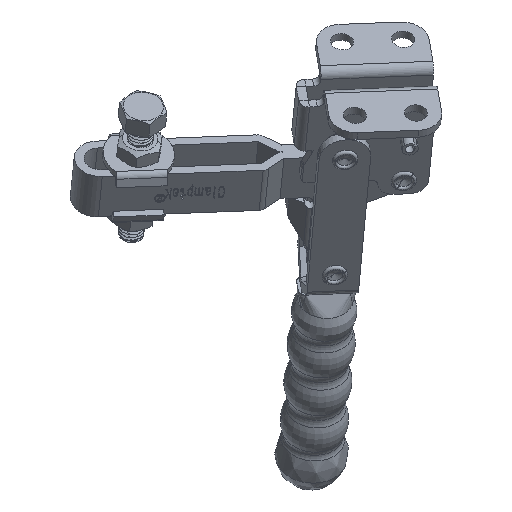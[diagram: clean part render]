
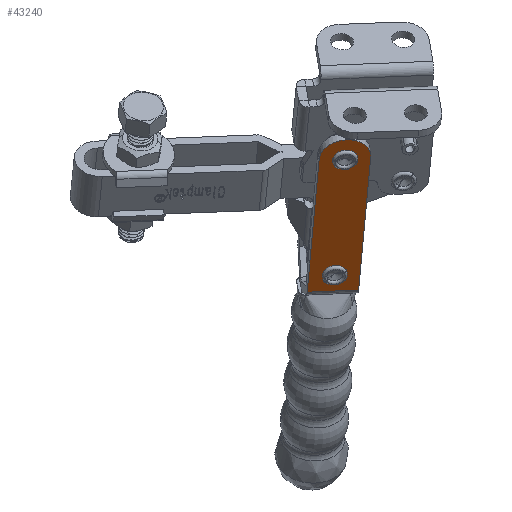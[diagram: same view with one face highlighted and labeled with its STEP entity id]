
A CAD part, front view. The second image highlights one B-rep face of the part: STEP entity #43240.
In plain terms, the highlighted face is planar.
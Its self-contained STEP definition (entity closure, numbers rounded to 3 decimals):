
#167 = DIRECTION ( 'NONE',  ( -1., 0., 0. ) ) ;
#198 = EDGE_CURVE ( 'NONE', #43963, #6117, #35628, .T. ) ;
#377 = AXIS2_PLACEMENT_3D ( 'NONE', #51629, #25641, #55908 ) ;
#665 = ORIENTED_EDGE ( 'NONE', *, *, #198, .T. ) ;
#1215 = AXIS2_PLACEMENT_3D ( 'NONE', #13611, #44038, #17928 ) ;
#1335 = VERTEX_POINT ( 'NONE', #26417 ) ;
#1454 = CIRCLE ( 'NONE', #35529, 8. ) ;
#1583 = CARTESIAN_POINT ( 'NONE',  ( 8., -20., 16. ) ) ;
#3045 = CARTESIAN_POINT ( 'NONE',  ( 66.1, -20., 0. ) ) ;
#3256 = EDGE_CURVE ( 'NONE', #47854, #8981, #42207, .T. ) ;
#4401 = LINE ( 'NONE', #23937, #39032 ) ;
#4874 = FACE_BOUND ( 'NONE', #19143, .T. ) ;
#5381 = CARTESIAN_POINT ( 'NONE',  ( 8., -20., 11.2 ) ) ;
#6117 = VERTEX_POINT ( 'NONE', #51194 ) ;
#6514 = DIRECTION ( 'NONE',  ( 0., 1., 0. ) ) ;
#7452 = ORIENTED_EDGE ( 'NONE', *, *, #52658, .F. ) ;
#8471 = EDGE_CURVE ( 'NONE', #10993, #26101, #39211, .T. ) ;
#8981 = VERTEX_POINT ( 'NONE', #3045 ) ;
#9828 = CARTESIAN_POINT ( 'NONE',  ( 8., -20., 8. ) ) ;
#10660 = EDGE_CURVE ( 'NONE', #47854, #43362, #4401, .T. ) ;
#10730 = ORIENTED_EDGE ( 'NONE', *, *, #8471, .T. ) ;
#10993 = VERTEX_POINT ( 'NONE', #5381 ) ;
#11103 = CARTESIAN_POINT ( 'NONE',  ( 8., -20., 0. ) ) ;
#12736 = CARTESIAN_POINT ( 'NONE',  ( 0., -20., 16. ) ) ;
#13119 = CARTESIAN_POINT ( 'NONE',  ( 8., -20., 8. ) ) ;
#13437 = CARTESIAN_POINT ( 'NONE',  ( 66.1, -20., 16. ) ) ;
#13611 = CARTESIAN_POINT ( 'NONE',  ( 8., -20., 8. ) ) ;
#14178 = DIRECTION ( 'NONE',  ( 0., 0., -1. ) ) ;
#16899 = CARTESIAN_POINT ( 'NONE',  ( 58.4, -20., 8. ) ) ;
#17045 = PLANE ( 'NONE',  #20083 ) ;
#17450 = DIRECTION ( 'NONE',  ( 0., 0., 1. ) ) ;
#17928 = DIRECTION ( 'NONE',  ( 0., 0., -1. ) ) ;
#18964 = DIRECTION ( 'NONE',  ( 0., 0., 1. ) ) ;
#19143 = EDGE_LOOP ( 'NONE', ( #665, #53526 ) ) ;
#19902 = LINE ( 'NONE', #21713, #30128 ) ;
#20083 = AXIS2_PLACEMENT_3D ( 'NONE', #12736, #51403, #47444 ) ;
#20251 = AXIS2_PLACEMENT_3D ( 'NONE', #13119, #43579, #17450 ) ;
#21713 = CARTESIAN_POINT ( 'NONE',  ( 0., -20., 0. ) ) ;
#22935 = AXIS2_PLACEMENT_3D ( 'NONE', #16899, #34417, #18964 ) ;
#23937 = CARTESIAN_POINT ( 'NONE',  ( 0., -20., 16. ) ) ;
#25482 = EDGE_CURVE ( 'NONE', #6117, #43963, #38697, .T. ) ;
#25641 = DIRECTION ( 'NONE',  ( 0., 1., 0. ) ) ;
#26101 = VERTEX_POINT ( 'NONE', #50828 ) ;
#26417 = CARTESIAN_POINT ( 'NONE',  ( 0., -20., 8. ) ) ;
#27920 = FACE_BOUND ( 'NONE', #36620, .T. ) ;
#30128 = VECTOR ( 'NONE', #167, 1000. ) ;
#30415 = CARTESIAN_POINT ( 'NONE',  ( 58.4, -20., 11.2 ) ) ;
#30781 = EDGE_CURVE ( 'NONE', #56122, #1335, #40433, .T. ) ;
#32529 = CARTESIAN_POINT ( 'NONE',  ( 58.4, -20., 8. ) ) ;
#32899 = DIRECTION ( 'NONE',  ( -1., 0., 0. ) ) ;
#33273 = ORIENTED_EDGE ( 'NONE', *, *, #35889, .F. ) ;
#34417 = DIRECTION ( 'NONE',  ( 0., 1., 0. ) ) ;
#35529 = AXIS2_PLACEMENT_3D ( 'NONE', #9828, #40243, #14178 ) ;
#35628 = CIRCLE ( 'NONE', #22935, 3.2 ) ;
#35889 = EDGE_CURVE ( 'NONE', #1335, #43362, #1454, .T. ) ;
#36341 = CIRCLE ( 'NONE', #20251, 3.2 ) ;
#36620 = EDGE_LOOP ( 'NONE', ( #10730, #38612 ) ) ;
#36885 = DIRECTION ( 'NONE',  ( 0., 0., 1. ) ) ;
#38133 = FACE_OUTER_BOUND ( 'NONE', #38419, .T. ) ;
#38419 = EDGE_LOOP ( 'NONE', ( #7452, #55225, #44548, #33273, #55202 ) ) ;
#38612 = ORIENTED_EDGE ( 'NONE', *, *, #48556, .T. ) ;
#38697 = CIRCLE ( 'NONE', #44685, 3.2 ) ;
#39032 = VECTOR ( 'NONE', #32899, 1000. ) ;
#39211 = CIRCLE ( 'NONE', #377, 3.2 ) ;
#40243 = DIRECTION ( 'NONE',  ( 0., 1., 0. ) ) ;
#40433 = CIRCLE ( 'NONE', #1215, 8. ) ;
#42207 = LINE ( 'NONE', #48931, #53622 ) ;
#43240 = ADVANCED_FACE ( 'NONE', ( #4874, #27920, #38133 ), #17045, .F. ) ;
#43362 = VERTEX_POINT ( 'NONE', #1583 ) ;
#43579 = DIRECTION ( 'NONE',  ( 0., 1., 0. ) ) ;
#43963 = VERTEX_POINT ( 'NONE', #30415 ) ;
#44038 = DIRECTION ( 'NONE',  ( 0., 1., 0. ) ) ;
#44548 = ORIENTED_EDGE ( 'NONE', *, *, #10660, .T. ) ;
#44685 = AXIS2_PLACEMENT_3D ( 'NONE', #32529, #6514, #36885 ) ;
#47399 = DIRECTION ( 'NONE',  ( 0., 0., -1. ) ) ;
#47444 = DIRECTION ( 'NONE',  ( 0., 0., -1. ) ) ;
#47854 = VERTEX_POINT ( 'NONE', #13437 ) ;
#48556 = EDGE_CURVE ( 'NONE', #26101, #10993, #36341, .T. ) ;
#48931 = CARTESIAN_POINT ( 'NONE',  ( 66.1, -20., 16. ) ) ;
#50828 = CARTESIAN_POINT ( 'NONE',  ( 8., -20., 4.8 ) ) ;
#51194 = CARTESIAN_POINT ( 'NONE',  ( 58.4, -20., 4.8 ) ) ;
#51403 = DIRECTION ( 'NONE',  ( 0., 1., 0. ) ) ;
#51629 = CARTESIAN_POINT ( 'NONE',  ( 8., -20., 8. ) ) ;
#52658 = EDGE_CURVE ( 'NONE', #8981, #56122, #19902, .T. ) ;
#53526 = ORIENTED_EDGE ( 'NONE', *, *, #25482, .T. ) ;
#53622 = VECTOR ( 'NONE', #47399, 1000. ) ;
#55202 = ORIENTED_EDGE ( 'NONE', *, *, #30781, .F. ) ;
#55225 = ORIENTED_EDGE ( 'NONE', *, *, #3256, .F. ) ;
#55908 = DIRECTION ( 'NONE',  ( 0., 0., 1. ) ) ;
#56122 = VERTEX_POINT ( 'NONE', #11103 ) ;
